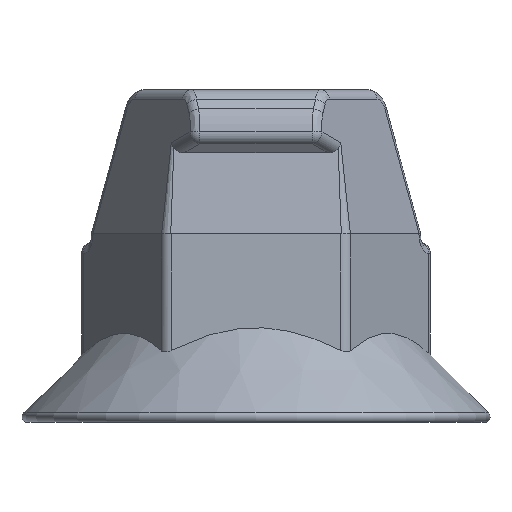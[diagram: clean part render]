
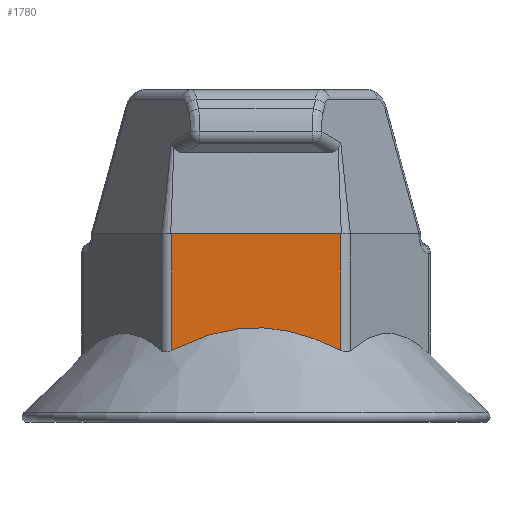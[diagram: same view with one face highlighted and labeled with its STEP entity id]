
A CAD part, left-side view. The second image highlights one B-rep face of the part: STEP entity #1780.
In plain terms, the highlighted planar face has unit normal (-1, 0, 0).
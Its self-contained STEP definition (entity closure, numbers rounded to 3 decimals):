
#25=(
BOUNDED_CURVE()
B_SPLINE_CURVE(2,(#3694,#3695,#3696),.UNSPECIFIED.,.F.,.F.)
B_SPLINE_CURVE_WITH_KNOTS((3,3),(0.714,1.513),
 .UNSPECIFIED.)
CURVE()
GEOMETRIC_REPRESENTATION_ITEM()
RATIONAL_B_SPLINE_CURVE((2.094,2.418,2.094))
REPRESENTATION_ITEM('')
);
#142=PLANE('',#2015);
#258=FACE_OUTER_BOUND('',#368,.T.);
#368=EDGE_LOOP('',(#1618,#1619,#1620,#1621));
#471=LINE('',#3594,#586);
#473=LINE('',#3614,#588);
#475=LINE('',#3642,#590);
#586=VECTOR('',#2520,10.);
#588=VECTOR('',#2526,10.);
#590=VECTOR('',#2532,10.);
#824=VERTEX_POINT('',#3591);
#825=VERTEX_POINT('',#3593);
#827=VERTEX_POINT('',#3612);
#829=VERTEX_POINT('',#3627);
#1072=EDGE_CURVE('',#824,#825,#471,.T.);
#1076=EDGE_CURVE('',#827,#824,#473,.T.);
#1080=EDGE_CURVE('',#829,#827,#475,.T.);
#1097=EDGE_CURVE('',#825,#829,#25,.F.);
#1618=ORIENTED_EDGE('',*,*,#1076,.F.);
#1619=ORIENTED_EDGE('',*,*,#1080,.F.);
#1620=ORIENTED_EDGE('',*,*,#1097,.F.);
#1621=ORIENTED_EDGE('',*,*,#1072,.F.);
#1780=ADVANCED_FACE('',(#258),#142,.T.);
#2015=AXIS2_PLACEMENT_3D('',#3697,#2572,#2573);
#2520=DIRECTION('',(0.,0.,-1.));
#2526=DIRECTION('',(0.,-1.,0.));
#2532=DIRECTION('',(0.,0.,1.));
#2572=DIRECTION('center_axis',(-1.,0.,0.));
#2573=DIRECTION('ref_axis',(0.,1.,0.));
#3591=CARTESIAN_POINT('',(127.012,-1.53,3.4));
#3593=CARTESIAN_POINT('',(127.012,-1.53,1.299));
#3594=CARTESIAN_POINT('',(127.012,-1.53,266.6));
#3612=CARTESIAN_POINT('',(127.012,1.53,3.4));
#3614=CARTESIAN_POINT('',(127.012,-1.14,3.4));
#3627=CARTESIAN_POINT('',(127.012,1.53,1.299));
#3642=CARTESIAN_POINT('',(127.012,1.53,266.6));
#3694=CARTESIAN_POINT('Ctrl Pts',(127.012,1.53,1.299));
#3695=CARTESIAN_POINT('Ctrl Pts',(127.012,0.,
2.064));
#3696=CARTESIAN_POINT('Ctrl Pts',(127.012,-1.53,1.299));
#3697=CARTESIAN_POINT('Origin',(127.012,-1.732,266.6));
